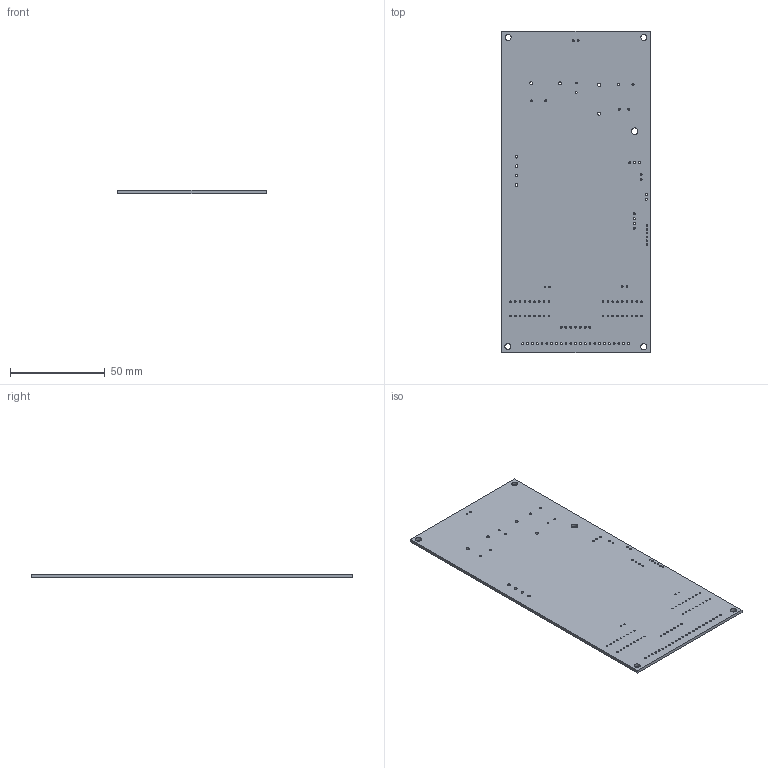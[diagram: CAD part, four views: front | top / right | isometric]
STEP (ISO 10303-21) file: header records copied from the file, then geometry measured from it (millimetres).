
FILE_DESCRIPTION(('KiCad electronic assembly'),'2;1');
FILE_NAME('Irrigation Project.step','2022-09-15T17:13:36',('Pcbnew'),( 'Kicad'),'Open CASCADE STEP processor 7.6','KiCad to STEP converter' ,'Unknown');
FILE_SCHEMA(('AUTOMOTIVE_DESIGN { 1 0 10303 214 1 1 1 1 }'));
Length unit declared in the file: millimetre
Products named in the file (2): Irrigation Project 1; Irrigation Project PCB
Assembly tree (1 placements, depth 2):
  Irrigation Project 1
    Irrigation Project PCB
Bounding box: 78.35 x 169.92 x 1.6 mm (x, y, z)
Volume: 21108.7 mm3; surface area: 27767.4 mm2
Topology: 1 solids, 1 shells, 116 faces, 342 edges, 228 vertices
Faces by surface type: cylinder 110, plane 6
Full cylindrical faces by diameter (mm): 0.8 x46, 1 x44, 1.1 x7, 1.4 x4, 1.6 x4, 3.2 x4, 3.5 x1
Entity records: 9599 total; most frequent: CARTESIAN_POINT 2692, DIRECTION 1262, ORIENTED_EDGE 684, PCURVE 684, DEFINITIONAL_REPRESENTATION 684, LINE 586, VECTOR 586, EDGE_CURVE 342
